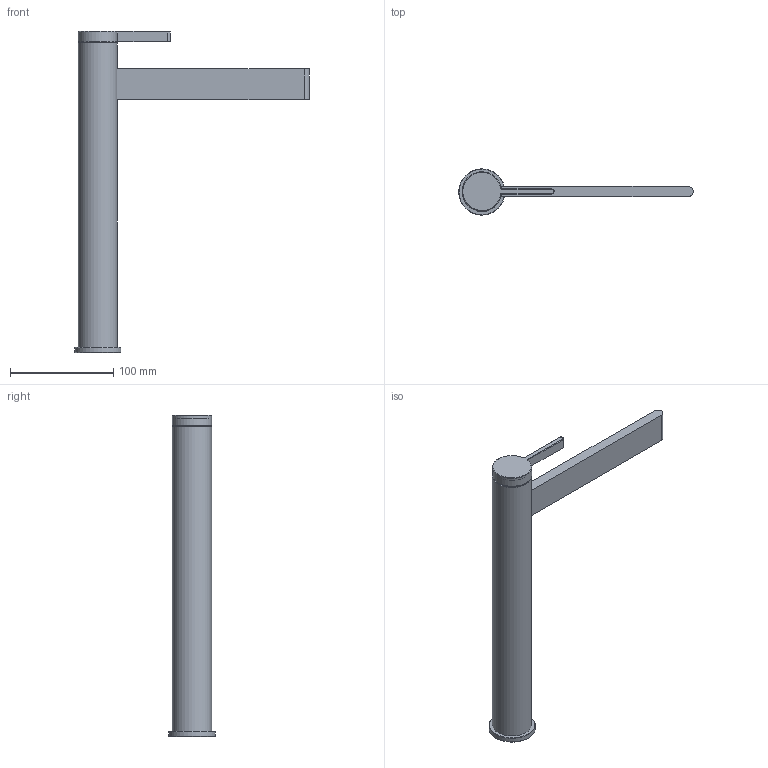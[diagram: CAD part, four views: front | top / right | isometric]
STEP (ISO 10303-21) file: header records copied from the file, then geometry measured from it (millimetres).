
FILE_DESCRIPTION(/* description */ (''),/* implementation_level */ '2;1');
FILE_NAME(/* name */ '3D_TVW106106151_Dawn Schrauben am Strahlregler entfernen und kappe fehlt - done.step',/* time_stamp */ '2023-02-23T14:40:00+01:00',/* author */ (''),/* organization */ (''),/* preprocessor_version */ 'ST-DEVELOPER v19.2',/* originating_system */ 'Autodesk Translation Framework v11.17.0.187',/* authorisation */ '');
FILE_SCHEMA (('AUTOMOTIVE_DESIGN { 1 0 10303 214 3 1 1 }'));
Length unit declared in the file: millimetre
Products named in the file (7): (Nicht gespeichert); 01000358_AF0; 12000701_AF1; 12000518_AF1; Komponente4; Komponente5; Komponente6
Assembly tree (6 placements, depth 2):
  (Nicht gespeichert)
    01000358_AF0
    12000701_AF1
    12000518_AF1
    Komponente4
    Komponente5
    Komponente6
Bounding box: 227.23 x 44.8 x 311.2 mm (x, y, z)
Volume: 398066 mm3; surface area: 66445.7 mm2
Topology: 6 solids, 6 shells, 113 faces, 250 edges, 155 vertices
Faces by surface type: plane 48, cylinder 30, cone 20, bspline 7, torus 6, sphere 2
Full cylindrical faces by diameter (mm): 7.5 x1, 33.2 x1, 35 x2, 37 x1, 38 x1, 44.8 x1
Entity records: 5062 total; most frequent: CARTESIAN_POINT 2330, DIRECTION 566, ORIENTED_EDGE 500, EDGE_CURVE 250, AXIS2_PLACEMENT_3D 219, VERTEX_POINT 155, LINE 128, VECTOR 128
